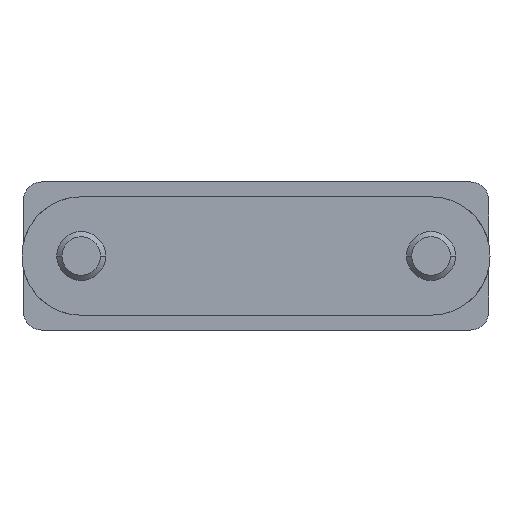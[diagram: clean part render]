
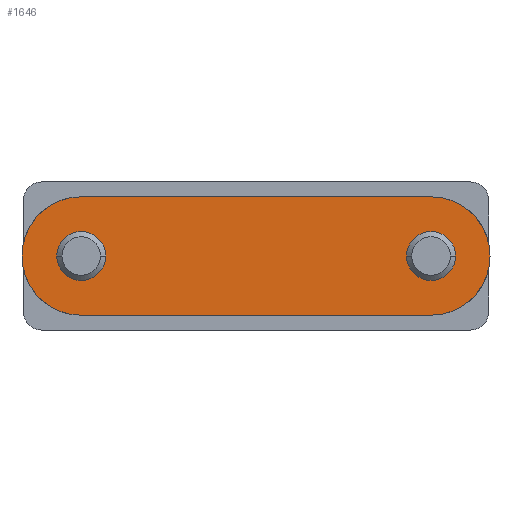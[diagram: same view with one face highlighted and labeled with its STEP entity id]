
A CAD part, front view. The second image highlights one B-rep face of the part: STEP entity #1646.
In plain terms, the highlighted planar face has unit normal (0, -1, 0).
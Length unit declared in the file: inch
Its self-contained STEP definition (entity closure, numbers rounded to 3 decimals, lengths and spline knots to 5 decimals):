
#81=DIRECTION('',(-1.,0.,0.));
#82=VECTOR('',#81,1.18);
#83=CARTESIAN_POINT('',(0.5895,-0.1,-0.2));
#84=LINE('',#83,#82);
#85=CARTESIAN_POINT('',(-0.5905,-0.1,0.));
#86=DIRECTION('',(0.,1.,0.));
#87=DIRECTION('',(0.,0.,-1.));
#88=AXIS2_PLACEMENT_3D('',#85,#86,#87);
#90=DIRECTION('',(1.,0.,0.));
#91=VECTOR('',#90,1.18);
#92=CARTESIAN_POINT('',(-0.5905,-0.1,0.2));
#93=LINE('',#92,#91);
#94=CARTESIAN_POINT('',(0.5895,-0.1,0.));
#95=DIRECTION('',(0.,1.,0.));
#96=DIRECTION('',(0.,0.,1.));
#97=AXIS2_PLACEMENT_3D('',#94,#95,#96);
#1149=CARTESIAN_POINT('',(0.5905,-0.1,0.));
#1150=DIRECTION('',(0.,1.,0.));
#1151=DIRECTION('',(1.,0.,0.));
#1152=AXIS2_PLACEMENT_3D('',#1149,#1150,#1151);
#1159=CARTESIAN_POINT('',(0.5905,-0.1,0.));
#1160=DIRECTION('',(0.,1.,0.));
#1161=DIRECTION('',(-1.,0.,0.));
#1162=AXIS2_PLACEMENT_3D('',#1159,#1160,#1161);
#1195=CARTESIAN_POINT('',(-0.5905,-0.1,0.));
#1196=DIRECTION('',(0.,1.,0.));
#1197=DIRECTION('',(1.,0.,0.));
#1198=AXIS2_PLACEMENT_3D('',#1195,#1196,#1197);
#1205=CARTESIAN_POINT('',(-0.5905,-0.1,0.));
#1206=DIRECTION('',(0.,1.,0.));
#1207=DIRECTION('',(-1.,0.,0.));
#1208=AXIS2_PLACEMENT_3D('',#1205,#1206,#1207);
#1493=CARTESIAN_POINT('',(0.5895,-0.1,-0.2));
#1494=CARTESIAN_POINT('',(-0.5905,-0.1,-0.2));
#1495=VERTEX_POINT('',#1493);
#1496=VERTEX_POINT('',#1494);
#1497=CARTESIAN_POINT('',(-0.5905,-0.1,0.2));
#1498=VERTEX_POINT('',#1497);
#1499=CARTESIAN_POINT('',(0.5895,-0.1,0.2));
#1500=VERTEX_POINT('',#1499);
#1525=CARTESIAN_POINT('',(0.673,-0.1,0.));
#1526=CARTESIAN_POINT('',(0.508,-0.1,0.));
#1527=VERTEX_POINT('',#1525);
#1528=VERTEX_POINT('',#1526);
#1533=CARTESIAN_POINT('',(-0.508,-0.1,0.));
#1534=CARTESIAN_POINT('',(-0.673,-0.1,0.));
#1535=VERTEX_POINT('',#1533);
#1536=VERTEX_POINT('',#1534);
#1621=CARTESIAN_POINT('',(-0.5905,-0.1,0.));
#1622=DIRECTION('',(0.,1.,0.));
#1623=DIRECTION('',(1.,0.,0.));
#1624=AXIS2_PLACEMENT_3D('',#1621,#1622,#1623);
#1625=PLANE('',#1624);
#1626=ORIENTED_EDGE('',*,*,#1614,.T.);
#1627=ORIENTED_EDGE('',*,*,#1577,.T.);
#1629=ORIENTED_EDGE('',*,*,#1628,.T.);
#1631=ORIENTED_EDGE('',*,*,#1630,.T.);
#1632=EDGE_LOOP('',(#1626,#1627,#1629,#1631));
#1633=FACE_OUTER_BOUND('',#1632,.F.);
#1635=ORIENTED_EDGE('',*,*,#1634,.F.);
#1637=ORIENTED_EDGE('',*,*,#1636,.F.);
#1638=EDGE_LOOP('',(#1635,#1637));
#1639=FACE_BOUND('',#1638,.F.);
#1641=ORIENTED_EDGE('',*,*,#1640,.F.);
#1643=ORIENTED_EDGE('',*,*,#1642,.F.);
#1644=EDGE_LOOP('',(#1641,#1643));
#1645=FACE_BOUND('',#1644,.F.);
#1646=ADVANCED_FACE('',(#1633,#1639,#1645),#1625,.F.);
#89=CIRCLE('',#88,0.2);
#98=CIRCLE('',#97,0.2);
#1153=CIRCLE('',#1152,0.0825);
#1163=CIRCLE('',#1162,0.0825);
#1199=CIRCLE('',#1198,0.0825);
#1209=CIRCLE('',#1208,0.0825);
#1577=EDGE_CURVE('',#1496,#1498,#89,.T.);
#1614=EDGE_CURVE('',#1495,#1496,#84,.T.);
#1628=EDGE_CURVE('',#1498,#1500,#93,.T.);
#1630=EDGE_CURVE('',#1500,#1495,#98,.T.);
#1634=EDGE_CURVE('',#1527,#1528,#1153,.T.);
#1636=EDGE_CURVE('',#1528,#1527,#1163,.T.);
#1640=EDGE_CURVE('',#1535,#1536,#1199,.T.);
#1642=EDGE_CURVE('',#1536,#1535,#1209,.T.);
